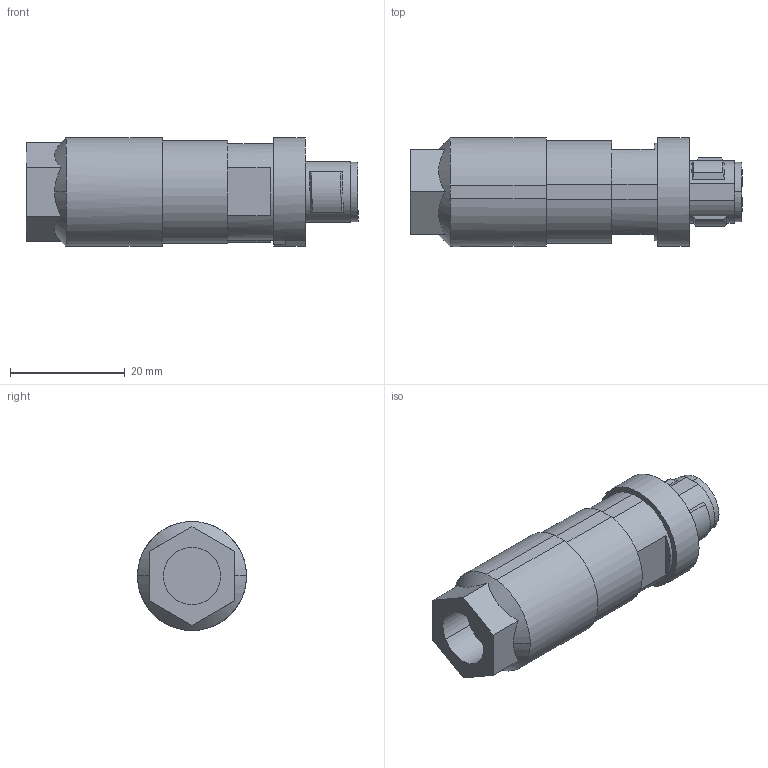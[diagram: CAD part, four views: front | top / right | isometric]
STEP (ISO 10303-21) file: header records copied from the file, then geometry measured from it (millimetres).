
FILE_DESCRIPTION(('SolidDesigner STEP Export'),'2;1');
FILE_NAME('1413933_SACC_MS_2QO_SH_PBPA_SCO-select.stp','2015-01-17T 8:23:05',(''),(''),'Creo Elements/Direct Modeling STEP processor for AP214 (Solid Model)','Creo Elements/Direct Modeling 18.1B 29-Sep-2012 (C) Parametric Technology GmbH','');
FILE_SCHEMA(('AUTOMOTIVE_DESIGN { 1 0 10303 214 1 1 1 1 }'));
Length unit declared in the file: millimetre
Products named in the file (2): 1413933_SACC_MS_2QO_SH_PBPA_SCO-select
Assembly tree (1 placements, depth 2):
  1413933_SACC_MS_2QO_SH_PBPA_SCO-select
    1413933_SACC_MS_2QO_SH_PBPA_SCO-select
Bounding box: 57.85 x 19 x 18.93 mm (x, y, z)
Volume: 12286.6 mm3; surface area: 4277.8 mm2
Topology: 1 solids, 1 shells, 90 faces, 222 edges, 148 vertices
Faces by surface type: plane 55, cylinder 25, bspline 6, cone 4
Entity records: 4714 total; most frequent: CARTESIAN_POINT 1885, ORIENTED_EDGE 444, DIRECTION 378, EDGE_CURVE 222, VERTEX_POINT 148, AXIS2_PLACEMENT_3D 126, VECTOR 126, LINE 126
